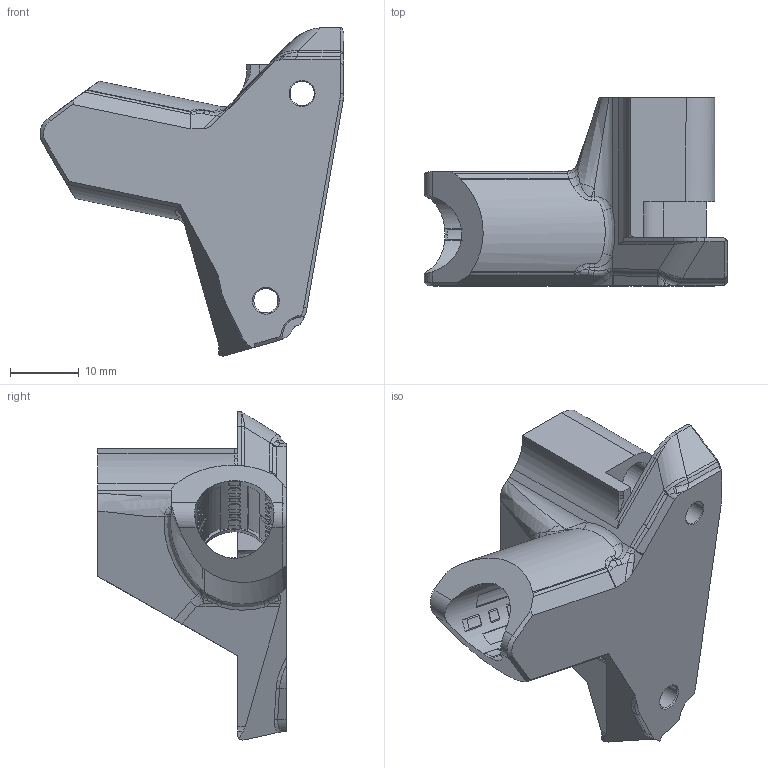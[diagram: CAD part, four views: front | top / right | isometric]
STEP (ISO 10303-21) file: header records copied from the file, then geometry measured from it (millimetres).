
FILE_DESCRIPTION((''),'2;1');
FILE_NAME('FRONT_CUT_OUT_2','2026-01-17T12:30:28',('james'),(''),'CREO PARAMETRIC BY PTC INC, 2023294','CREO PARAMETRIC BY PTC INC, 2023294','');
FILE_SCHEMA(('CONFIG_CONTROL_DESIGN'));
Length unit declared in the file: millimetre
Products named in the file (1): FRONT_CUT_OUT_2
Bounding box: 44.02 x 27.28 x 47.58 mm (x, y, z)
Volume: 11413 mm3; surface area: 6840.8 mm2
Topology: 1 solids, 1 shells, 553 faces, 1446 edges, 916 vertices
Faces by surface type: plane 302, cylinder 139, bspline 82, cone 14, extrusion 11, torus 3, sphere 2
Entity records: 34365 total; most frequent: CARTESIAN_POINT 21280, ORIENTED_EDGE 2890, DIRECTION 2483, EDGE_CURVE 1445, VERTEX_POINT 916, AXIS2_PLACEMENT_3D 845, VECTOR 793, LINE 782
